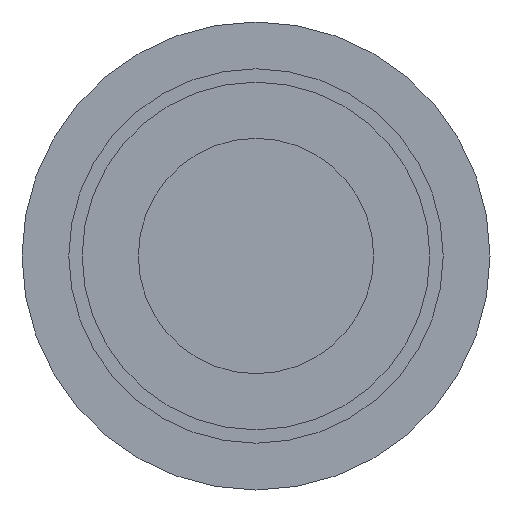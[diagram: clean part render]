
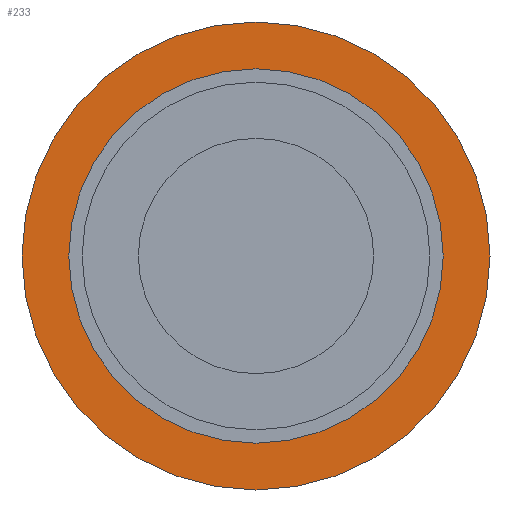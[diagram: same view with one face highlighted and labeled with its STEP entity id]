
A CAD part, left-side view. The second image highlights one B-rep face of the part: STEP entity #233.
In plain terms, the highlighted planar face has unit normal (-1, 0, 0).
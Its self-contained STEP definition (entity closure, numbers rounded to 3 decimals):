
#131=EDGE_CURVE('',#181,#161,#335,.T.);
#151=VERTEX_POINT('',#358);
#161=VERTEX_POINT('',#369);
#163=EDGE_CURVE('',#161,#181,#371,.T.);
#173=EDGE_CURVE('',#295,#151,#382,.T.);
#181=VERTEX_POINT('',#391);
#233=ADVANCED_FACE('',(#449,#450),#451,.T.);
#269=EDGE_CURVE('',#151,#295,#493,.T.);
#295=VERTEX_POINT('',#525);
#335=CIRCLE('',#563,14.0);
#358=CARTESIAN_POINT('',(0.,0.,17.5));
#369=CARTESIAN_POINT('',(0.,0.,14.));
#371=CIRCLE('',#607,14.0);
#382=CIRCLE('',#622,17.5);
#391=CARTESIAN_POINT('',(0.,0.,-14.));
#449=FACE_BOUND('',#706,.T.);
#450=FACE_OUTER_BOUND('',#707,.T.);
#451=PLANE('',#708);
#493=CIRCLE('',#760,17.5);
#525=CARTESIAN_POINT('',(0.,0.,-17.5));
#563=AXIS2_PLACEMENT_3D('',#830,#831,#832);
#607=AXIS2_PLACEMENT_3D('',#872,#873,#874);
#622=AXIS2_PLACEMENT_3D('',#892,#893,#894);
#706=EDGE_LOOP('',(#973,#974));
#707=EDGE_LOOP('',(#975,#976));
#708=AXIS2_PLACEMENT_3D('',#977,#978,#979);
#760=AXIS2_PLACEMENT_3D('',#1030,#1031,#1032);
#830=CARTESIAN_POINT('',(0.,0.,0.));
#831=DIRECTION('',(-1.0,0.0,0.0));
#832=DIRECTION('',(0.0,0.,1.0));
#872=CARTESIAN_POINT('',(0.,0.,0.));
#873=DIRECTION('',(-1.0,0.0,0.0));
#874=DIRECTION('',(0.0,0.,1.0));
#892=CARTESIAN_POINT('',(0.,0.,0.));
#893=DIRECTION('',(-1.0,0.0,0.0));
#894=DIRECTION('',(0.0,0.,1.0));
#973=ORIENTED_EDGE('',*,*,#163,.F.);
#974=ORIENTED_EDGE('',*,*,#131,.F.);
#975=ORIENTED_EDGE('',*,*,#269,.T.);
#976=ORIENTED_EDGE('',*,*,#173,.T.);
#977=CARTESIAN_POINT('',(0.,0.,15.75));
#978=DIRECTION('',(-1.0,0.0,0.0));
#979=DIRECTION('',(0.0,0.,-1.0));
#1030=CARTESIAN_POINT('',(0.,0.,0.));
#1031=DIRECTION('',(-1.0,0.0,0.0));
#1032=DIRECTION('',(0.0,0.,1.0));
